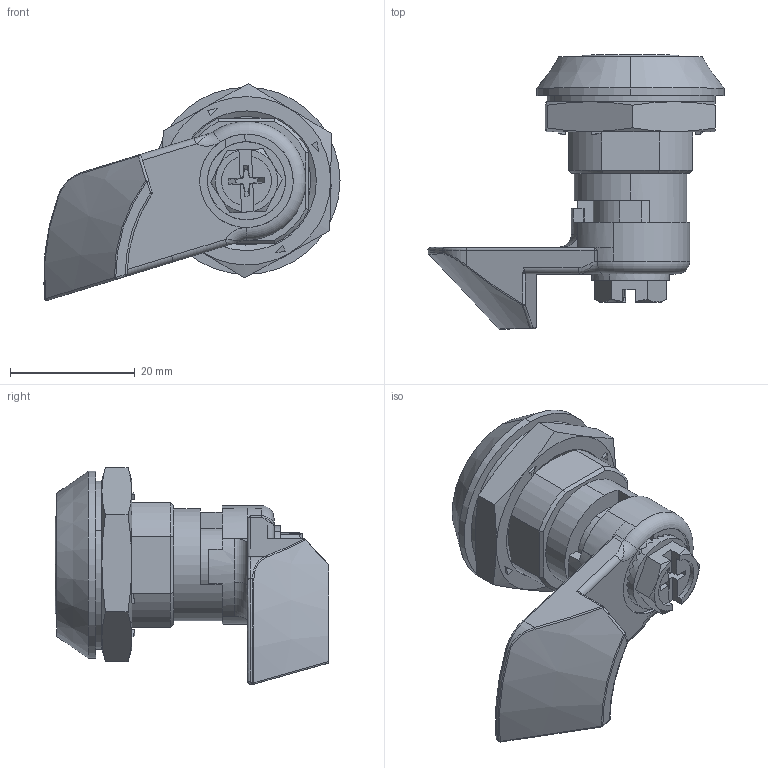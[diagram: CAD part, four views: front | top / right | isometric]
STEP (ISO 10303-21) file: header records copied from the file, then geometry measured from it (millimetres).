
FILE_DESCRIPTION (( 'STEP AP214' ), '1' );
FILE_NAME ('163.1.2.01.001.STEP', '2017-08-09T10:14:08', ( '' ), ( '' ), 'SwSTEP 2.0', 'SolidWorks 2017', '' );
FILE_SCHEMA (( 'AUTOMOTIVE_DESIGN' ));
Length unit declared in the file: millimetre
Products named in the file (9): 7; 6; 5; 4; 3; 2; 1; 163.1.2.01.001; 8
Assembly tree (8 placements, depth 2):
  163.1.2.01.001
    1
    2
    3
    4
    5
    6
    7
    8
Bounding box: 47.46 x 43.9 x 34.77 mm (x, y, z)
Volume: 14810.7 mm3; surface area: 12764.8 mm2
Topology: 8 solids, 8 shells, 573 faces, 1559 edges, 1012 vertices
Faces by surface type: plane 374, cylinder 109, cone 39, bspline 19, torus 18, sphere 14
Entity records: 19547 total; most frequent: CARTESIAN_POINT 4826, ORIENTED_EDGE 3112, DIRECTION 2906, EDGE_CURVE 1556, VERTEX_POINT 1012, AXIS2_PLACEMENT_3D 976, VECTOR 954, LINE 954
